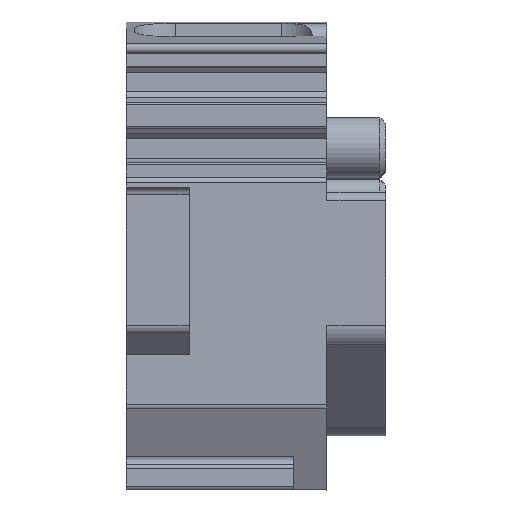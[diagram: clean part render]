
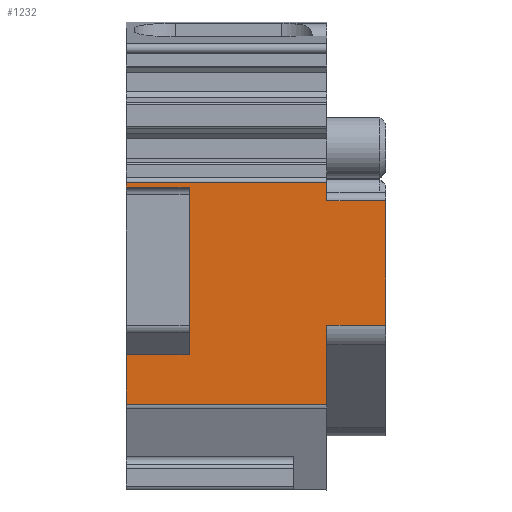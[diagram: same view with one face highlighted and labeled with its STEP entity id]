
A CAD part, front view. The second image highlights one B-rep face of the part: STEP entity #1232.
In plain terms, the highlighted planar face has unit normal (0, -1, 0).
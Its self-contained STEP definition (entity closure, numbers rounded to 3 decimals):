
#1155=AXIS2_PLACEMENT_3D('Plane Axis2P3D',#1152,#1153,#1154) ;
#84=CARTESIAN_POINT('Vertex',(0.,0.,6.887)) ;
#271=CARTESIAN_POINT('Vertex',(0.,0.,4.366)) ;
#274=CARTESIAN_POINT('Line Origine',(0.,0.,5.626)) ;
#458=CARTESIAN_POINT('Line Origine',(1.6,0.,6.887)) ;
#462=CARTESIAN_POINT('Vertex',(3.2,0.,6.887)) ;
#1137=CARTESIAN_POINT('Vertex',(10.2,0.,4.366)) ;
#1140=CARTESIAN_POINT('Line Origine',(10.2,0.,4.366)) ;
#1152=CARTESIAN_POINT('Axis2P3D Location',(10.2,0.,15.652)) ;
#1157=CARTESIAN_POINT('Line Origine',(1.6,0.,15.404)) ;
#1161=CARTESIAN_POINT('Vertex',(3.2,0.,15.404)) ;
#1163=CARTESIAN_POINT('Vertex',(0.,0.,15.404)) ;
#1166=CARTESIAN_POINT('Line Origine',(3.2,0.,11.145)) ;
#1171=CARTESIAN_POINT('Line Origine',(10.2,0.,6.376)) ;
#1175=CARTESIAN_POINT('Vertex',(10.2,0.,8.387)) ;
#1178=CARTESIAN_POINT('Line Origine',(11.7,0.,8.387)) ;
#1182=CARTESIAN_POINT('Vertex',(13.2,0.,8.387)) ;
#1185=CARTESIAN_POINT('Line Origine',(13.2,0.,11.545)) ;
#1189=CARTESIAN_POINT('Vertex',(13.2,0.,14.704)) ;
#1192=CARTESIAN_POINT('Line Origine',(11.7,0.,14.704)) ;
#1196=CARTESIAN_POINT('Vertex',(10.2,0.,14.704)) ;
#1199=CARTESIAN_POINT('Line Origine',(10.2,0.,15.178)) ;
#1203=CARTESIAN_POINT('Vertex',(10.2,0.,15.652)) ;
#1206=CARTESIAN_POINT('Line Origine',(5.1,0.,15.652)) ;
#1210=CARTESIAN_POINT('Vertex',(0.,0.,15.652)) ;
#1213=CARTESIAN_POINT('Line Origine',(0.,0.,15.528)) ;
#275=DIRECTION('Vector Direction',(0.,0.,-1.)) ;
#459=DIRECTION('Vector Direction',(1.,0.,0.)) ;
#1141=DIRECTION('Vector Direction',(1.,0.,0.)) ;
#1153=DIRECTION('Axis2P3D Direction',(-0.,1.,0.)) ;
#1154=DIRECTION('Axis2P3D XDirection',(0.,-0.,1.)) ;
#1158=DIRECTION('Vector Direction',(-1.,0.,0.)) ;
#1167=DIRECTION('Vector Direction',(0.,0.,-1.)) ;
#1172=DIRECTION('Vector Direction',(0.,0.,-1.)) ;
#1179=DIRECTION('Vector Direction',(-1.,0.,0.)) ;
#1186=DIRECTION('Vector Direction',(0.,0.,-1.)) ;
#1193=DIRECTION('Vector Direction',(-1.,0.,0.)) ;
#1200=DIRECTION('Vector Direction',(0.,0.,-1.)) ;
#1207=DIRECTION('Vector Direction',(-1.,0.,0.)) ;
#1214=DIRECTION('Vector Direction',(0.,0.,-1.)) ;
#276=VECTOR('Line Direction',#275,1.) ;
#460=VECTOR('Line Direction',#459,1.) ;
#1142=VECTOR('Line Direction',#1141,1.) ;
#1159=VECTOR('Line Direction',#1158,1.) ;
#1168=VECTOR('Line Direction',#1167,1.) ;
#1173=VECTOR('Line Direction',#1172,1.) ;
#1180=VECTOR('Line Direction',#1179,1.) ;
#1187=VECTOR('Line Direction',#1186,1.) ;
#1194=VECTOR('Line Direction',#1193,1.) ;
#1201=VECTOR('Line Direction',#1200,1.) ;
#1208=VECTOR('Line Direction',#1207,1.) ;
#1215=VECTOR('Line Direction',#1214,1.) ;
#1219=ORIENTED_EDGE('',*,*,#1165,.F.) ;
#1220=ORIENTED_EDGE('',*,*,#1170,.T.) ;
#1221=ORIENTED_EDGE('',*,*,#464,.F.) ;
#1222=ORIENTED_EDGE('',*,*,#278,.T.) ;
#1223=ORIENTED_EDGE('',*,*,#1144,.F.) ;
#1224=ORIENTED_EDGE('',*,*,#1177,.F.) ;
#1225=ORIENTED_EDGE('',*,*,#1184,.F.) ;
#1226=ORIENTED_EDGE('',*,*,#1191,.F.) ;
#1227=ORIENTED_EDGE('',*,*,#1198,.T.) ;
#1228=ORIENTED_EDGE('',*,*,#1205,.F.) ;
#1229=ORIENTED_EDGE('',*,*,#1212,.T.) ;
#1230=ORIENTED_EDGE('',*,*,#1217,.T.) ;
#1232=ADVANCED_FACE('MLD',(#1231),#1156,.F.) ;
#278=EDGE_CURVE('',#85,#272,#277,.T.) ;
#464=EDGE_CURVE('',#85,#463,#461,.T.) ;
#1144=EDGE_CURVE('',#1138,#272,#1143,.F.) ;
#1165=EDGE_CURVE('',#1162,#1164,#1160,.T.) ;
#1170=EDGE_CURVE('',#1162,#463,#1169,.T.) ;
#1177=EDGE_CURVE('',#1176,#1138,#1174,.T.) ;
#1184=EDGE_CURVE('',#1183,#1176,#1181,.T.) ;
#1191=EDGE_CURVE('',#1190,#1183,#1188,.T.) ;
#1198=EDGE_CURVE('',#1190,#1197,#1195,.T.) ;
#1205=EDGE_CURVE('',#1204,#1197,#1202,.T.) ;
#1212=EDGE_CURVE('',#1204,#1211,#1209,.T.) ;
#1217=EDGE_CURVE('',#1211,#1164,#1216,.T.) ;
#1218=EDGE_LOOP('',(#1219,#1220,#1221,#1222,#1223,#1224,#1225,#1226,#1227,#1228,#1229,#1230)) ;
#1231=FACE_OUTER_BOUND('',#1218,.T.) ;
#277=LINE('Line',#274,#276) ;
#461=LINE('Line',#458,#460) ;
#1143=LINE('Line',#1140,#1142) ;
#1160=LINE('Line',#1157,#1159) ;
#1169=LINE('Line',#1166,#1168) ;
#1174=LINE('Line',#1171,#1173) ;
#1181=LINE('Line',#1178,#1180) ;
#1188=LINE('Line',#1185,#1187) ;
#1195=LINE('Line',#1192,#1194) ;
#1202=LINE('Line',#1199,#1201) ;
#1209=LINE('Line',#1206,#1208) ;
#1216=LINE('Line',#1213,#1215) ;
#1156=PLANE('',#1155) ;
#85=VERTEX_POINT('',#84) ;
#272=VERTEX_POINT('',#271) ;
#463=VERTEX_POINT('',#462) ;
#1138=VERTEX_POINT('',#1137) ;
#1162=VERTEX_POINT('',#1161) ;
#1164=VERTEX_POINT('',#1163) ;
#1176=VERTEX_POINT('',#1175) ;
#1183=VERTEX_POINT('',#1182) ;
#1190=VERTEX_POINT('',#1189) ;
#1197=VERTEX_POINT('',#1196) ;
#1204=VERTEX_POINT('',#1203) ;
#1211=VERTEX_POINT('',#1210) ;
